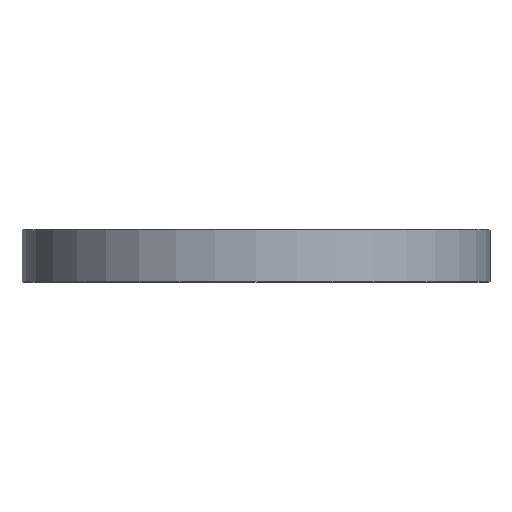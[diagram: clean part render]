
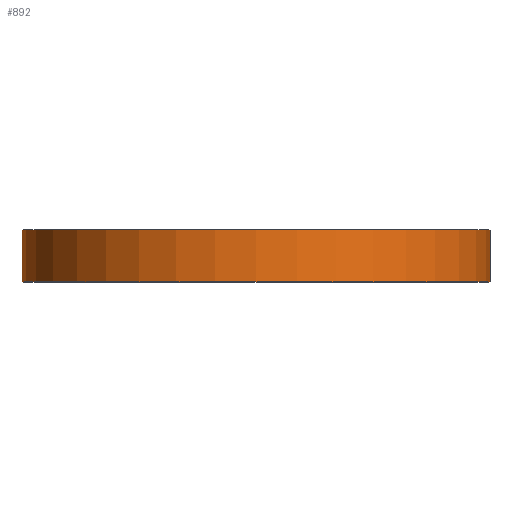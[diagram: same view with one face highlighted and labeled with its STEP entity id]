
A CAD part, top view. The second image highlights one B-rep face of the part: STEP entity #892.
In plain terms, the highlighted cylindrical face has radius 36 mm (diameter 72 mm), a full revolution.
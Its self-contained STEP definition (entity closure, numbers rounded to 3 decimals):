
#21 = EDGE_CURVE('',#22,#22,#24,.T.);
#22 = VERTEX_POINT('',#23);
#23 = CARTESIAN_POINT('',(0.,0.,36.));
#24 = CIRCLE('',#25,36.);
#25 = AXIS2_PLACEMENT_3D('',#26,#27,#28);
#26 = CARTESIAN_POINT('',(0.,0.,
    0.));
#27 = DIRECTION('',(0.,1.,0.));
#28 = DIRECTION('',(0.,0.,1.));
#892 = ADVANCED_FACE('',(#893),#912,.T.);
#893 = FACE_BOUND('',#894,.F.);
#894 = EDGE_LOOP('',(#895,#896,#904,#911));
#895 = ORIENTED_EDGE('',*,*,#21,.T.);
#896 = ORIENTED_EDGE('',*,*,#897,.T.);
#897 = EDGE_CURVE('',#22,#898,#900,.T.);
#898 = VERTEX_POINT('',#899);
#899 = CARTESIAN_POINT('',(0.,-8.,36.));
#900 = LINE('',#901,#902);
#901 = CARTESIAN_POINT('',(0.,0.,36.)
  );
#902 = VECTOR('',#903,1.);
#903 = DIRECTION('',(0.,-1.,0.));
#904 = ORIENTED_EDGE('',*,*,#905,.F.);
#905 = EDGE_CURVE('',#898,#898,#906,.T.);
#906 = CIRCLE('',#907,36.);
#907 = AXIS2_PLACEMENT_3D('',#908,#909,#910);
#908 = CARTESIAN_POINT('',(0.,-8.,0.));
#909 = DIRECTION('',(0.,1.,0.));
#910 = DIRECTION('',(0.,0.,1.));
#911 = ORIENTED_EDGE('',*,*,#897,.F.);
#912 = CYLINDRICAL_SURFACE('',#913,36.);
#913 = AXIS2_PLACEMENT_3D('',#914,#915,#916);
#914 = CARTESIAN_POINT('',(0.,0.,
    0.));
#915 = DIRECTION('',(0.,-1.,0.));
#916 = DIRECTION('',(0.,0.,1.));
